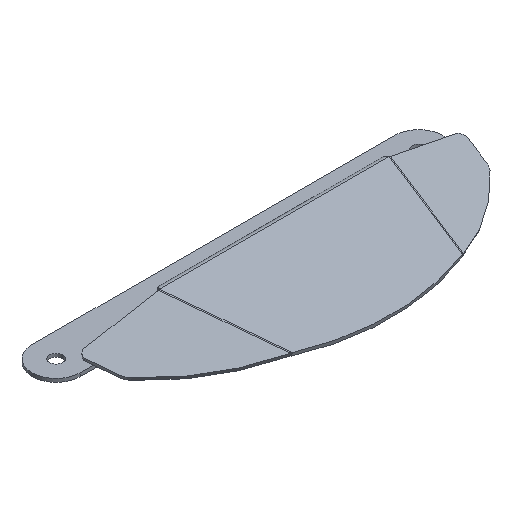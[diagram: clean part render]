
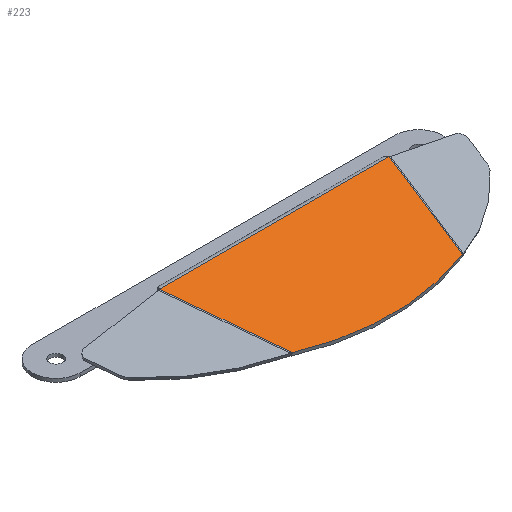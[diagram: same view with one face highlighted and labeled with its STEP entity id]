
A CAD part, isometric view. The second image highlights one B-rep face of the part: STEP entity #223.
In plain terms, the highlighted planar face has unit normal (0, -0.174, 0.985).
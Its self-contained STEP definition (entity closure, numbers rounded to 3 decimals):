
#51 = CIRCLE ( 'NONE', #690, 127.986 ) ;
#92 = CARTESIAN_POINT ( 'NONE',  ( 42.316, -48.001, 15.202 ) ) ;
#107 = VECTOR ( 'NONE', #1566, 1000. ) ;
#110 = CARTESIAN_POINT ( 'NONE',  ( -42.231, -48.297, 15.15 ) ) ;
#150 = DIRECTION ( 'NONE',  ( 0.272, -0.948, -0.167 ) ) ;
#171 = FACE_OUTER_BOUND ( 'NONE', #790, .T. ) ;
#223 = ADVANCED_FACE ( 'NONE', ( #171 ), #335, .T. ) ;
#329 = VECTOR ( 'NONE', #1430, 1000. ) ;
#335 = PLANE ( 'NONE',  #1828 ) ;
#392 = CARTESIAN_POINT ( 'NONE',  ( -57.178, 3.724, 24.323 ) ) ;
#422 = VERTEX_POINT ( 'NONE', #1123 ) ;
#440 = LINE ( 'NONE', #1452, #329 ) ;
#449 = LINE ( 'NONE', #1585, #107 ) ;
#555 = CARTESIAN_POINT ( 'NONE',  ( 0., 70.686, 36.13 ) ) ;
#568 = VERTEX_POINT ( 'NONE', #983 ) ;
#575 = ORIENTED_EDGE ( 'NONE', *, *, #1513, .T. ) ;
#594 = VERTEX_POINT ( 'NONE', #110 ) ;
#595 = VERTEX_POINT ( 'NONE', #92 ) ;
#605 = LINE ( 'NONE', #392, #1487 ) ;
#660 = LINE ( 'NONE', #1863, #907 ) ;
#690 = AXIS2_PLACEMENT_3D ( 'NONE', #1268, #1284, #1281 ) ;
#701 = ORIENTED_EDGE ( 'NONE', *, *, #1520, .T. ) ;
#790 = EDGE_LOOP ( 'NONE', ( #1373, #575, #1353, #905, #869, #701 ) ) ;
#869 = ORIENTED_EDGE ( 'NONE', *, *, #1180, .T. ) ;
#905 = ORIENTED_EDGE ( 'NONE', *, *, #1514, .T. ) ;
#907 = VECTOR ( 'NONE', #1858, 1000. ) ;
#983 = CARTESIAN_POINT ( 'NONE',  ( 56.932, 2.868, 24.172 ) ) ;
#1014 = CARTESIAN_POINT ( 'NONE',  ( -57.178, 3.724, 24.323 ) ) ;
#1116 = VERTEX_POINT ( 'NONE', #1561 ) ;
#1123 = CARTESIAN_POINT ( 'NONE',  ( -56.932, 2.868, 24.172 ) ) ;
#1180 = EDGE_CURVE ( 'NONE', #1116, #594, #605, .T. ) ;
#1268 = CARTESIAN_POINT ( 'NONE',  ( 0., 70.686, 36.13 ) ) ;
#1281 = DIRECTION ( 'NONE',  ( 0., -0.985, -0.174 ) ) ;
#1284 = DIRECTION ( 'NONE',  ( 0., -0.174, 0.985 ) ) ;
#1353 = ORIENTED_EDGE ( 'NONE', *, *, #1403, .T. ) ;
#1373 = ORIENTED_EDGE ( 'NONE', *, *, #1505, .T. ) ;
#1397 = DIRECTION ( 'NONE',  ( 0.272, -0.948, -0.167 ) ) ;
#1403 = EDGE_CURVE ( 'NONE', #568, #422, #660, .T. ) ;
#1424 = DIRECTION ( 'NONE',  ( 0., -0.985, -0.174 ) ) ;
#1430 = DIRECTION ( 'NONE',  ( 0.272, 0.948, 0.167 ) ) ;
#1452 = CARTESIAN_POINT ( 'NONE',  ( 42.316, -48.001, 15.202 ) ) ;
#1458 = DIRECTION ( 'NONE',  ( 0., -0.174, 0.985 ) ) ;
#1487 = VECTOR ( 'NONE', #150, 1000. ) ;
#1505 = EDGE_CURVE ( 'NONE', #1816, #595, #449, .T. ) ;
#1510 = LINE ( 'NONE', #1014, #1633 ) ;
#1513 = EDGE_CURVE ( 'NONE', #595, #568, #440, .T. ) ;
#1514 = EDGE_CURVE ( 'NONE', #422, #1116, #1510, .T. ) ;
#1520 = EDGE_CURVE ( 'NONE', #594, #1816, #51, .T. ) ;
#1561 = CARTESIAN_POINT ( 'NONE',  ( -42.316, -48.001, 15.202 ) ) ;
#1566 = DIRECTION ( 'NONE',  ( 0.272, 0.948, 0.167 ) ) ;
#1585 = CARTESIAN_POINT ( 'NONE',  ( 57.178, 3.724, 24.323 ) ) ;
#1601 = CARTESIAN_POINT ( 'NONE',  ( 42.231, -48.297, 15.15 ) ) ;
#1633 = VECTOR ( 'NONE', #1397, 1000. ) ;
#1816 = VERTEX_POINT ( 'NONE', #1601 ) ;
#1828 = AXIS2_PLACEMENT_3D ( 'NONE', #555, #1458, #1424 ) ;
#1858 = DIRECTION ( 'NONE',  ( -1., 0., 0. ) ) ;
#1863 = CARTESIAN_POINT ( 'NONE',  ( 0., 2.868, 24.172 ) ) ;
